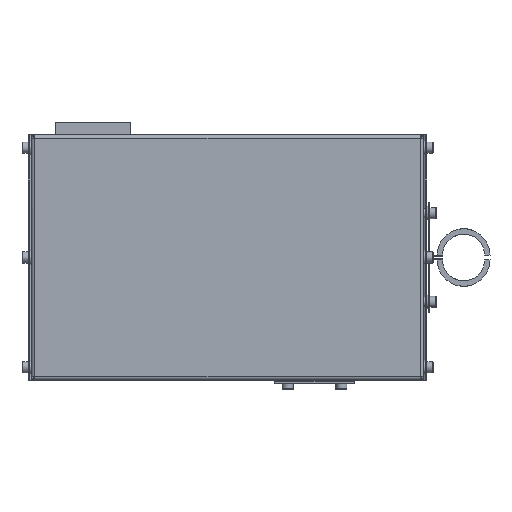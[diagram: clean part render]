
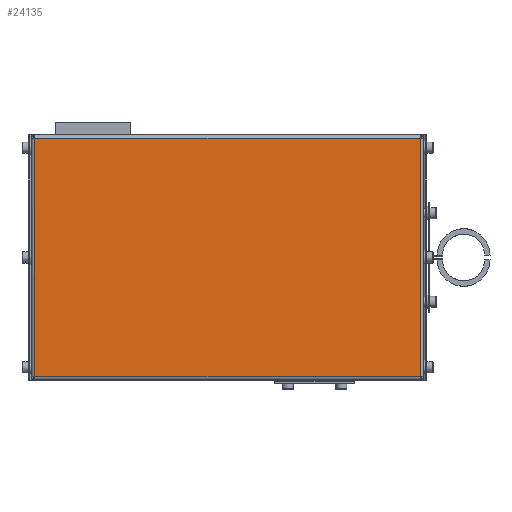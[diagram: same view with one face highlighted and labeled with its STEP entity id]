
A CAD part, front view. The second image highlights one B-rep face of the part: STEP entity #24135.
In plain terms, the highlighted planar face has unit normal (0, -1, 0).
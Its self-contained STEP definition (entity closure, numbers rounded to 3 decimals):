
#2009=PLANE('',#26024);
#2992=FACE_OUTER_BOUND('',#4354,.T.);
#4354=EDGE_LOOP('',(#17519,#17520,#17521,#17522));
#5864=LINE('',#34167,#8399);
#5878=LINE('',#34276,#8413);
#5953=LINE('',#34696,#8488);
#5954=LINE('',#34697,#8489);
#8399=VECTOR('',#27942,10.);
#8413=VECTOR('',#27970,10.);
#8488=VECTOR('',#28207,10.);
#8489=VECTOR('',#28208,10.);
#11465=VERTEX_POINT('',#34158);
#11466=VERTEX_POINT('',#34166);
#11477=VERTEX_POINT('',#34267);
#11478=VERTEX_POINT('',#34275);
#13732=EDGE_CURVE('',#11466,#11465,#5864,.T.);
#13752=EDGE_CURVE('',#11478,#11477,#5878,.T.);
#13868=EDGE_CURVE('',#11465,#11478,#5953,.T.);
#13869=EDGE_CURVE('',#11477,#11466,#5954,.T.);
#17519=ORIENTED_EDGE('',*,*,#13732,.T.);
#17520=ORIENTED_EDGE('',*,*,#13868,.T.);
#17521=ORIENTED_EDGE('',*,*,#13752,.T.);
#17522=ORIENTED_EDGE('',*,*,#13869,.T.);
#24135=ADVANCED_FACE('',(#2992),#2009,.F.);
#26024=AXIS2_PLACEMENT_3D('',#34695,#28205,#28206);
#27942=DIRECTION('',(0.,0.,-1.));
#27970=DIRECTION('',(0.,0.,1.));
#28205=DIRECTION('center_axis',(0.,1.,0.));
#28206=DIRECTION('ref_axis',(0.,0.,1.));
#28207=DIRECTION('',(1.,0.,0.));
#28208=DIRECTION('',(-1.,0.,0.));
#34158=CARTESIAN_POINT('',(-246.,0.,-153.));
#34166=CARTESIAN_POINT('',(-246.,0.,-2.));
#34167=CARTESIAN_POINT('',(-246.,0.,-39.75));
#34267=CARTESIAN_POINT('',(-2.,0.,-2.));
#34275=CARTESIAN_POINT('',(-2.,0.,-153.));
#34276=CARTESIAN_POINT('',(-2.,0.,-115.25));
#34695=CARTESIAN_POINT('Origin',(-124.,0.,-77.5));
#34696=CARTESIAN_POINT('',(-186.,0.,-153.));
#34697=CARTESIAN_POINT('',(-62.,0.,-2.));
